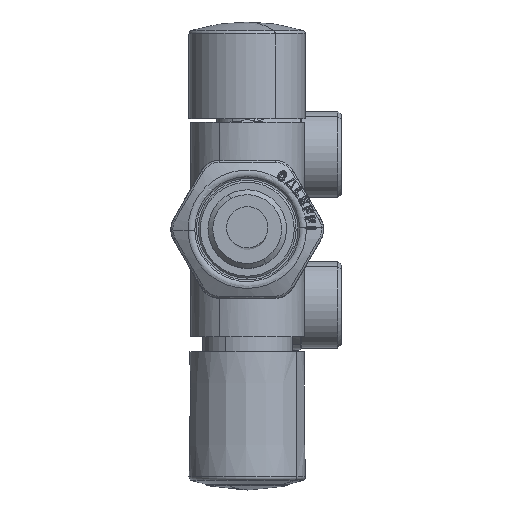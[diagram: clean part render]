
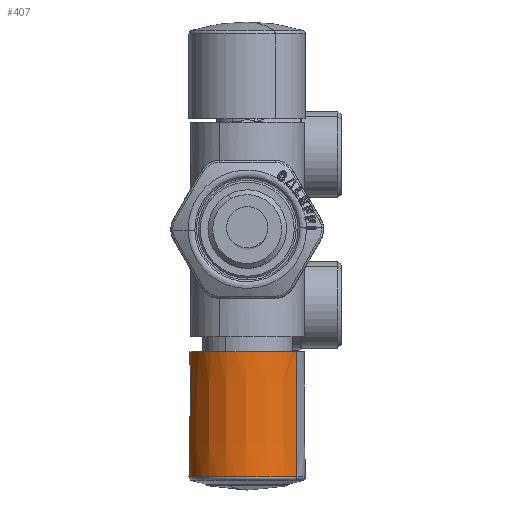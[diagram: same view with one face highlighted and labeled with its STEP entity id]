
A CAD part, top view. The second image highlights one B-rep face of the part: STEP entity #407.
In plain terms, the highlighted conical face has half-angle 0.337 degrees and reference radius 15.296 mm.
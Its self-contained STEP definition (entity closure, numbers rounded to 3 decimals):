
#282=CARTESIAN_POINT('Vertex',(13.066,-32.5,20.334)) ;
#284=CARTESIAN_POINT('Vertex',(-13.066,-32.5,4.413)) ;
#288=CARTESIAN_POINT('Control Point',(-13.066,-32.5,4.413)) ;
#289=CARTESIAN_POINT('Control Point',(-13.327,-32.5,4.841)) ;
#290=CARTESIAN_POINT('Control Point',(-13.566,-32.5,5.281)) ;
#291=CARTESIAN_POINT('Control Point',(-14.001,-32.5,6.183)) ;
#292=CARTESIAN_POINT('Control Point',(-14.196,-32.5,6.645)) ;
#293=CARTESIAN_POINT('Control Point',(-14.54,-32.5,7.585)) ;
#294=CARTESIAN_POINT('Control Point',(-14.689,-32.5,8.064)) ;
#295=CARTESIAN_POINT('Control Point',(-14.939,-32.5,9.034)) ;
#296=CARTESIAN_POINT('Control Point',(-15.041,-32.5,9.525)) ;
#297=CARTESIAN_POINT('Control Point',(-15.195,-32.5,10.514)) ;
#298=CARTESIAN_POINT('Control Point',(-15.248,-32.5,11.013)) ;
#299=CARTESIAN_POINT('Control Point',(-15.304,-32.5,12.012)) ;
#300=CARTESIAN_POINT('Control Point',(-15.308,-32.5,12.514)) ;
#301=CARTESIAN_POINT('Control Point',(-15.266,-32.5,13.514)) ;
#302=CARTESIAN_POINT('Control Point',(-15.22,-32.5,14.013)) ;
#303=CARTESIAN_POINT('Control Point',(-15.08,-32.5,15.005)) ;
#304=CARTESIAN_POINT('Control Point',(-14.986,-32.5,15.497)) ;
#305=CARTESIAN_POINT('Control Point',(-14.75,-32.5,16.47)) ;
#306=CARTESIAN_POINT('Control Point',(-14.608,-32.5,16.951)) ;
#307=CARTESIAN_POINT('Control Point',(-14.277,-32.5,17.896)) ;
#308=CARTESIAN_POINT('Control Point',(-14.089,-32.5,18.361)) ;
#309=CARTESIAN_POINT('Control Point',(-13.667,-32.5,19.269)) ;
#310=CARTESIAN_POINT('Control Point',(-13.434,-32.5,19.713)) ;
#311=CARTESIAN_POINT('Control Point',(-12.926,-32.5,20.576)) ;
#312=CARTESIAN_POINT('Control Point',(-12.65,-32.5,20.994)) ;
#313=CARTESIAN_POINT('Control Point',(-12.059,-32.5,21.803)) ;
#314=CARTESIAN_POINT('Control Point',(-11.744,-32.5,22.193)) ;
#315=CARTESIAN_POINT('Control Point',(-11.077,-32.5,22.94)) ;
#316=CARTESIAN_POINT('Control Point',(-10.725,-32.5,23.297)) ;
#317=CARTESIAN_POINT('Control Point',(-9.988,-32.5,23.975)) ;
#318=CARTESIAN_POINT('Control Point',(-9.603,-32.5,24.295)) ;
#319=CARTESIAN_POINT('Control Point',(-8.803,-32.5,24.898)) ;
#320=CARTESIAN_POINT('Control Point',(-8.388,-32.5,25.179)) ;
#321=CARTESIAN_POINT('Control Point',(-7.533,-32.5,25.7)) ;
#322=CARTESIAN_POINT('Control Point',(-7.093,-32.5,25.94)) ;
#323=CARTESIAN_POINT('Control Point',(-6.19,-32.5,26.374)) ;
#324=CARTESIAN_POINT('Control Point',(-5.729,-32.5,26.57)) ;
#325=CARTESIAN_POINT('Control Point',(-4.788,-32.5,26.914)) ;
#326=CARTESIAN_POINT('Control Point',(-4.31,-32.5,27.063)) ;
#327=CARTESIAN_POINT('Control Point',(-3.34,-32.5,27.313)) ;
#328=CARTESIAN_POINT('Control Point',(-2.849,-32.5,27.414)) ;
#329=CARTESIAN_POINT('Control Point',(-1.86,-32.5,27.569)) ;
#330=CARTESIAN_POINT('Control Point',(-1.361,-32.5,27.621)) ;
#331=CARTESIAN_POINT('Control Point',(-0.361,-32.5,27.678)) ;
#332=CARTESIAN_POINT('Control Point',(0.14,-32.5,27.681)) ;
#333=CARTESIAN_POINT('Control Point',(1.14,-32.5,27.639)) ;
#334=CARTESIAN_POINT('Control Point',(1.64,-32.5,27.594)) ;
#335=CARTESIAN_POINT('Control Point',(2.631,-32.5,27.454)) ;
#336=CARTESIAN_POINT('Control Point',(3.124,-32.5,27.36)) ;
#337=CARTESIAN_POINT('Control Point',(4.097,-32.5,27.124)) ;
#338=CARTESIAN_POINT('Control Point',(4.577,-32.5,26.982)) ;
#339=CARTESIAN_POINT('Control Point',(5.523,-32.5,26.651)) ;
#340=CARTESIAN_POINT('Control Point',(5.987,-32.5,26.463)) ;
#341=CARTESIAN_POINT('Control Point',(6.895,-32.5,26.041)) ;
#342=CARTESIAN_POINT('Control Point',(7.339,-32.5,25.808)) ;
#343=CARTESIAN_POINT('Control Point',(8.202,-32.5,25.299)) ;
#344=CARTESIAN_POINT('Control Point',(8.621,-32.5,25.024)) ;
#345=CARTESIAN_POINT('Control Point',(9.429,-32.5,24.433)) ;
#346=CARTESIAN_POINT('Control Point',(9.819,-32.5,24.118)) ;
#347=CARTESIAN_POINT('Control Point',(10.566,-32.5,23.451)) ;
#348=CARTESIAN_POINT('Control Point',(10.923,-32.5,23.099)) ;
#349=CARTESIAN_POINT('Control Point',(11.601,-32.5,22.362)) ;
#350=CARTESIAN_POINT('Control Point',(11.922,-32.5,21.977)) ;
#351=CARTESIAN_POINT('Control Point',(12.524,-32.5,21.177)) ;
#352=CARTESIAN_POINT('Control Point',(12.806,-32.5,20.762)) ;
#353=CARTESIAN_POINT('Control Point',(13.066,-32.5,20.334)) ;
#365=CARTESIAN_POINT('Line Origine',(-15.572,-531.825,2.887)) ;
#369=CARTESIAN_POINT('Vertex',(-13.233,-65.801,4.311)) ;
#376=CARTESIAN_POINT('Vertex',(13.233,-65.801,20.436)) ;
#379=CARTESIAN_POINT('Line Origine',(15.572,-531.825,21.861)) ;
#391=CARTESIAN_POINT('Axis2P3D Location',(0.,-31.834,12.374)) ;
#396=CARTESIAN_POINT('Axis2P3D Location',(0.,-65.801,12.374)) ;
#366=DIRECTION('Vector Direction',(-0.005,-1.,-0.003)) ;
#380=DIRECTION('Vector Direction',(0.005,-1.,0.003)) ;
#392=DIRECTION('Axis2P3D Direction',(0.,-1.,0.)) ;
#393=DIRECTION('Axis2P3D XDirection',(0.866,0.,-0.5)) ;
#397=DIRECTION('Axis2P3D Direction',(0.,-1.,0.)) ;
#394=AXIS2_PLACEMENT_3D('Cone Axis2P3D',#391,#392,#393) ;
#398=AXIS2_PLACEMENT_3D('Circle Axis2P3D',#396,#397,$) ;
#402=ORIENTED_EDGE('',*,*,#383,.F.) ;
#403=ORIENTED_EDGE('',*,*,#400,.F.) ;
#404=ORIENTED_EDGE('',*,*,#371,.F.) ;
#405=ORIENTED_EDGE('',*,*,#354,.T.) ;
#367=VECTOR('Line Direction',#366,1.) ;
#381=VECTOR('Line Direction',#380,1.) ;
#407=ADVANCED_FACE('Sheet.2',(#406),#395,.F.) ;
#287=B_SPLINE_CURVE_WITH_KNOTS('',3,(#288,#289,#290,#291,#292,#293,#294,#295,#296,#297,#298,#299,#300,#301,#302,#303,#304,#305,#306,#307,#308,#309,#310,#311,#312,#313,#314,#315,#316,#317,#318,#319,#320,#321,#322,#323,#324,#325,#326,#327,#328,#329,#330,#331,#332,#333,#334,#335,#336,#337,#338,#339,#340,#341,#342,#343,#344,#345,#346,#347,#348,#349,#350,#351,#352,#353),.UNSPECIFIED.,.F.,.U.,(4,2,2,2,2,2,2,2,2,2,2,2,2,2,2,2,2,2,2,2,2,2,2,2,2,2,2,2,2,2,2,2,4),(0.,1.501,3.003,4.504,6.006,7.507,9.009,10.51,12.012,13.513,15.015,16.516,18.018,19.519,21.021,22.522,24.024,25.525,27.026,28.528,30.029,31.531,33.032,34.534,36.035,37.537,39.038,40.54,42.041,43.543,45.044,46.546,48.047),.UNSPECIFIED.) ;
#399=CIRCLE('generated circle',#398,15.496) ;
#395=CONICAL_SURFACE('Cone',#394,15.296,0.006) ;
#354=EDGE_CURVE('',#285,#283,#287,.T.) ;
#371=EDGE_CURVE('',#285,#370,#368,.T.) ;
#383=EDGE_CURVE('',#377,#283,#382,.F.) ;
#400=EDGE_CURVE('',#370,#377,#399,.F.) ;
#401=EDGE_LOOP('',(#402,#403,#404,#405)) ;
#406=FACE_OUTER_BOUND('',#401,.T.) ;
#368=LINE('Line',#365,#367) ;
#382=LINE('Line',#379,#381) ;
#283=VERTEX_POINT('',#282) ;
#285=VERTEX_POINT('',#284) ;
#370=VERTEX_POINT('',#369) ;
#377=VERTEX_POINT('',#376) ;
